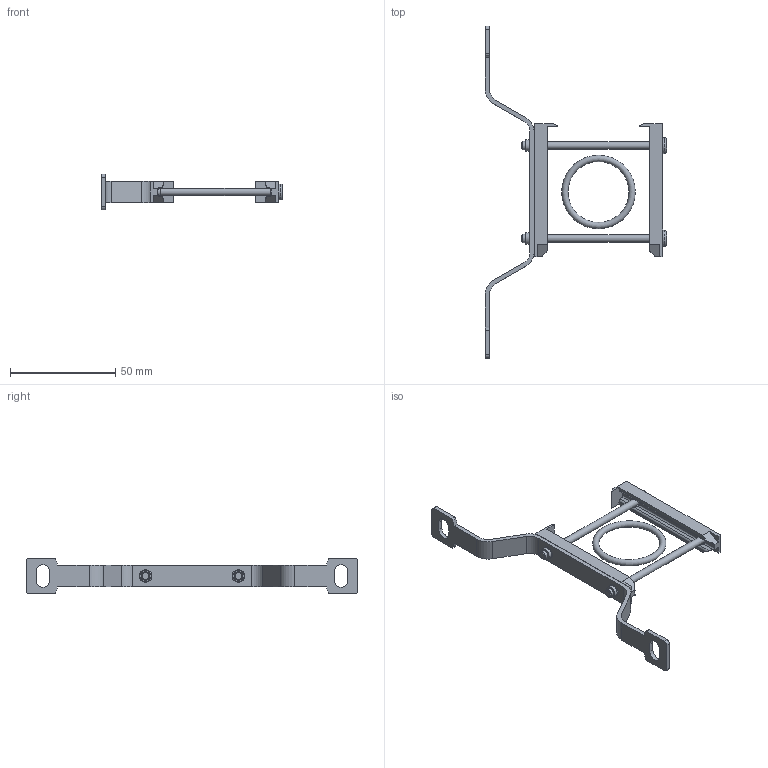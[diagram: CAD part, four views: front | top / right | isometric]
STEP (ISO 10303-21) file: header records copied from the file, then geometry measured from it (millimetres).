
FILE_DESCRIPTION(/* description */ ('STEP AP214'),/* implementation_level */ '2;1');
FILE_NAME(/* name */ '8118599_MS6-WPE-B',/* time_stamp */ '2024-09-11T15:33:11+02:00',/* author */ ('License CC BY-ND 4.0'),/* organization */ ('CADENAS'),/* preprocessor_version */ 'ST-DEVELOPER v19.3',/* originating_system */ 'PARTsolutions',/* authorisation */ ' ');
FILE_SCHEMA (('AUTOMOTIVE_DESIGN {1 0 10303 214 3 1 1}'));
Length unit declared in the file: millimetre
Products named in the file (5): 8118599 MS6-WPE-B; 8135846 MS6-WPE-B---(platte_4); 327382 B-29x3-N-NBR75; 8092763 MS6-B---(platte_3); 8099175 MS6-WP-B---(p2)
Assembly tree (4 placements, depth 2):
  8118599 MS6-WPE-B
    8135846 MS6-WPE-B---(platte_4)
    327382 B-29x3-N-NBR75
    8092763 MS6-B---(platte_3)
    8099175 MS6-WP-B---(p2)
Bounding box: 86.4 x 158 x 17 mm (x, y, z)
Volume: 11876.9 mm3; surface area: 12349.6 mm2
Topology: 4 solids, 4 shells, 203 faces, 540 edges, 355 vertices
Faces by surface type: plane 110, cylinder 78, cone 8, torus 7
Full cylindrical faces by diameter (mm): 3.242 x2, 3.4 x2, 4 x2, 4.5 x2, 4.6 x2, 5.4 x2, 7.6 x2, 7.8 x2
Entity records: 6882 total; most frequent: CARTESIAN_POINT 1207, DIRECTION 1042, ORIENTED_EDGE 1008, EDGE_CURVE 504, AXIS2_PLACEMENT_3D 370, VERTEX_POINT 351, LINE 302, VECTOR 302
